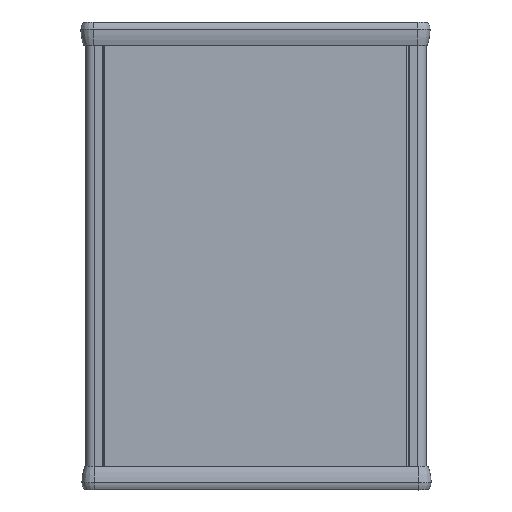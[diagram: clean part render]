
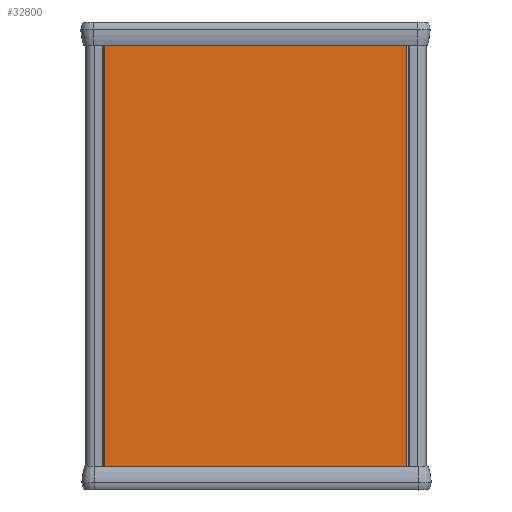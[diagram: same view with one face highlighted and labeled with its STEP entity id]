
A CAD part, top view. The second image highlights one B-rep face of the part: STEP entity #32800.
In plain terms, the highlighted face is planar.
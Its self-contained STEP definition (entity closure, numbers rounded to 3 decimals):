
#31668 = PLANE('',#31669);
#31669 = AXIS2_PLACEMENT_3D('',#31670,#31671,#31672);
#31670 = CARTESIAN_POINT('',(42.75,1.253,-110.));
#31671 = DIRECTION('',(0.,0.,1.));
#31672 = DIRECTION('',(1.,0.,-0.));
#31925 = VERTEX_POINT('',#31926);
#31926 = CARTESIAN_POINT('',(116.016,0.,-110.));
#31945 = CYLINDRICAL_SURFACE('',#31946,0.635);
#31946 = AXIS2_PLACEMENT_3D('',#31947,#31948,#31949);
#31947 = CARTESIAN_POINT('',(116.651,0.,0.));
#31948 = DIRECTION('',(0.,0.,1.));
#31949 = DIRECTION('',(0.,-1.,0.));
#31957 = EDGE_CURVE('',#31958,#31925,#31960,.T.);
#31958 = VERTEX_POINT('',#31959);
#31959 = CARTESIAN_POINT('',(-30.516,0.,-110.));
#31960 = SURFACE_CURVE('',#31961,(#31965,#31972),.PCURVE_S1.);
#31961 = LINE('',#31962,#31963);
#31962 = CARTESIAN_POINT('',(-30.516,0.,-110.));
#31963 = VECTOR('',#31964,1.);
#31964 = DIRECTION('',(1.,0.,0.));
#31965 = PCURVE('',#31668,#31966);
#31966 = DEFINITIONAL_REPRESENTATION('',(#31967),#31971);
#31967 = LINE('',#31968,#31969);
#31968 = CARTESIAN_POINT('',(-73.266,-1.253));
#31969 = VECTOR('',#31970,1.);
#31970 = DIRECTION('',(1.,0.));
#31971 = ( GEOMETRIC_REPRESENTATION_CONTEXT(2) 
PARAMETRIC_REPRESENTATION_CONTEXT() REPRESENTATION_CONTEXT('2D SPACE',''
  ) );
#31972 = PCURVE('',#31973,#31978);
#31973 = PLANE('',#31974);
#31974 = AXIS2_PLACEMENT_3D('',#31975,#31976,#31977);
#31975 = CARTESIAN_POINT('',(42.75,0.,0.));
#31976 = DIRECTION('',(0.,-1.,0.));
#31977 = DIRECTION('',(-0.,0.,-1.));
#31978 = DEFINITIONAL_REPRESENTATION('',(#31979),#31983);
#31979 = LINE('',#31980,#31981);
#31980 = CARTESIAN_POINT('',(110.,-73.266));
#31981 = VECTOR('',#31982,1.);
#31982 = DIRECTION('',(-0.,1.));
#31983 = ( GEOMETRIC_REPRESENTATION_CONTEXT(2) 
PARAMETRIC_REPRESENTATION_CONTEXT() REPRESENTATION_CONTEXT('2D SPACE',''
  ) );
#32006 = CYLINDRICAL_SURFACE('',#32007,0.635);
#32007 = AXIS2_PLACEMENT_3D('',#32008,#32009,#32010);
#32008 = CARTESIAN_POINT('',(-31.151,0.,0.));
#32009 = DIRECTION('',(0.,0.,1.));
#32010 = DIRECTION('',(-1.,0.,0.));
#32391 = PLANE('',#32392);
#32392 = AXIS2_PLACEMENT_3D('',#32393,#32394,#32395);
#32393 = CARTESIAN_POINT('',(42.75,1.253,110.));
#32394 = DIRECTION('',(0.,0.,1.));
#32395 = DIRECTION('',(1.,0.,-0.));
#32756 = EDGE_CURVE('',#31925,#32757,#32759,.T.);
#32757 = VERTEX_POINT('',#32758);
#32758 = CARTESIAN_POINT('',(116.016,0.,110.));
#32759 = SURFACE_CURVE('',#32760,(#32764,#32771),.PCURVE_S1.);
#32760 = LINE('',#32761,#32762);
#32761 = CARTESIAN_POINT('',(116.016,0.,-110.));
#32762 = VECTOR('',#32763,1.);
#32763 = DIRECTION('',(0.,0.,1.));
#32764 = PCURVE('',#31945,#32765);
#32765 = DEFINITIONAL_REPRESENTATION('',(#32766),#32770);
#32766 = LINE('',#32767,#32768);
#32767 = CARTESIAN_POINT('',(4.712,-110.));
#32768 = VECTOR('',#32769,1.);
#32769 = DIRECTION('',(0.,1.));
#32770 = ( GEOMETRIC_REPRESENTATION_CONTEXT(2) 
PARAMETRIC_REPRESENTATION_CONTEXT() REPRESENTATION_CONTEXT('2D SPACE',''
  ) );
#32771 = PCURVE('',#31973,#32772);
#32772 = DEFINITIONAL_REPRESENTATION('',(#32773),#32777);
#32773 = LINE('',#32774,#32775);
#32774 = CARTESIAN_POINT('',(110.,73.266));
#32775 = VECTOR('',#32776,1.);
#32776 = DIRECTION('',(-1.,0.));
#32777 = ( GEOMETRIC_REPRESENTATION_CONTEXT(2) 
PARAMETRIC_REPRESENTATION_CONTEXT() REPRESENTATION_CONTEXT('2D SPACE',''
  ) );
#32800 = ADVANCED_FACE('',(#32801),#31973,.T.);
#32801 = FACE_BOUND('',#32802,.T.);
#32802 = EDGE_LOOP('',(#32803,#32826,#32847,#32848));
#32803 = ORIENTED_EDGE('',*,*,#32804,.T.);
#32804 = EDGE_CURVE('',#32757,#32805,#32807,.T.);
#32805 = VERTEX_POINT('',#32806);
#32806 = CARTESIAN_POINT('',(-30.516,0.,110.));
#32807 = SURFACE_CURVE('',#32808,(#32812,#32819),.PCURVE_S1.);
#32808 = LINE('',#32809,#32810);
#32809 = CARTESIAN_POINT('',(116.016,0.,110.));
#32810 = VECTOR('',#32811,1.);
#32811 = DIRECTION('',(-1.,0.,0.));
#32812 = PCURVE('',#31973,#32813);
#32813 = DEFINITIONAL_REPRESENTATION('',(#32814),#32818);
#32814 = LINE('',#32815,#32816);
#32815 = CARTESIAN_POINT('',(-110.,73.266));
#32816 = VECTOR('',#32817,1.);
#32817 = DIRECTION('',(0.,-1.));
#32818 = ( GEOMETRIC_REPRESENTATION_CONTEXT(2) 
PARAMETRIC_REPRESENTATION_CONTEXT() REPRESENTATION_CONTEXT('2D SPACE',''
  ) );
#32819 = PCURVE('',#32391,#32820);
#32820 = DEFINITIONAL_REPRESENTATION('',(#32821),#32825);
#32821 = LINE('',#32822,#32823);
#32822 = CARTESIAN_POINT('',(73.266,-1.253));
#32823 = VECTOR('',#32824,1.);
#32824 = DIRECTION('',(-1.,0.));
#32825 = ( GEOMETRIC_REPRESENTATION_CONTEXT(2) 
PARAMETRIC_REPRESENTATION_CONTEXT() REPRESENTATION_CONTEXT('2D SPACE',''
  ) );
#32826 = ORIENTED_EDGE('',*,*,#32827,.F.);
#32827 = EDGE_CURVE('',#31958,#32805,#32828,.T.);
#32828 = SURFACE_CURVE('',#32829,(#32833,#32840),.PCURVE_S1.);
#32829 = LINE('',#32830,#32831);
#32830 = CARTESIAN_POINT('',(-30.516,0.,-110.));
#32831 = VECTOR('',#32832,1.);
#32832 = DIRECTION('',(0.,0.,1.));
#32833 = PCURVE('',#31973,#32834);
#32834 = DEFINITIONAL_REPRESENTATION('',(#32835),#32839);
#32835 = LINE('',#32836,#32837);
#32836 = CARTESIAN_POINT('',(110.,-73.266));
#32837 = VECTOR('',#32838,1.);
#32838 = DIRECTION('',(-1.,0.));
#32839 = ( GEOMETRIC_REPRESENTATION_CONTEXT(2) 
PARAMETRIC_REPRESENTATION_CONTEXT() REPRESENTATION_CONTEXT('2D SPACE',''
  ) );
#32840 = PCURVE('',#32006,#32841);
#32841 = DEFINITIONAL_REPRESENTATION('',(#32842),#32846);
#32842 = LINE('',#32843,#32844);
#32843 = CARTESIAN_POINT('',(3.142,-110.));
#32844 = VECTOR('',#32845,1.);
#32845 = DIRECTION('',(0.,1.));
#32846 = ( GEOMETRIC_REPRESENTATION_CONTEXT(2) 
PARAMETRIC_REPRESENTATION_CONTEXT() REPRESENTATION_CONTEXT('2D SPACE',''
  ) );
#32847 = ORIENTED_EDGE('',*,*,#31957,.T.);
#32848 = ORIENTED_EDGE('',*,*,#32756,.T.);
